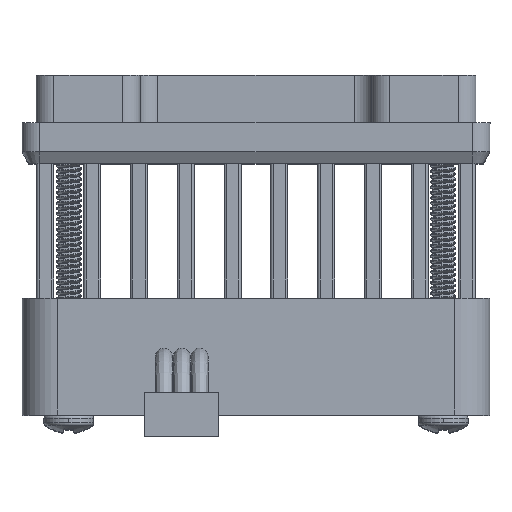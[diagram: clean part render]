
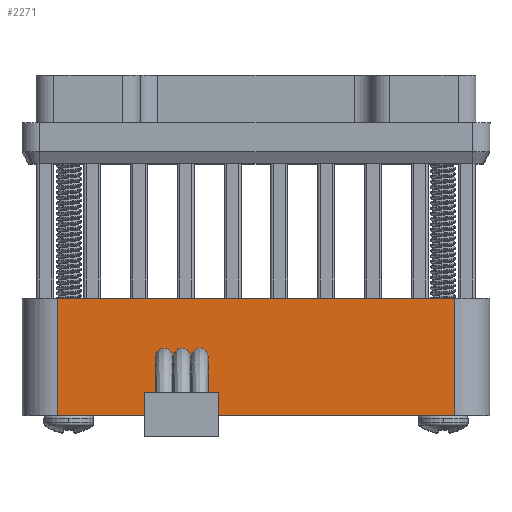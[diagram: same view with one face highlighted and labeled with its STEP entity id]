
A CAD part, top view. The second image highlights one B-rep face of the part: STEP entity #2271.
In plain terms, the highlighted planar face has unit normal (0, 0, 1).
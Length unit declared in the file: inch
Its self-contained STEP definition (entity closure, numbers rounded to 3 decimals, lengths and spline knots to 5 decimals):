
#100 = CARTESIAN_POINT ( 'NONE',  ( 0.66929, -0.98425, 0.7874 ) ) ;
#383 = ORIENTED_EDGE ( 'NONE', *, *, #16209, .F. ) ;
#442 = ORIENTED_EDGE ( 'NONE', *, *, #47740, .F. ) ;
#443 = CIRCLE ( 'NONE', #8151, 0.02875 ) ;
#1167 = EDGE_LOOP ( 'NONE', ( #39857, #43731 ) ) ;
#2271 = ADVANCED_FACE ( 'Defeatured_0_1', ( #21670, #28466, #55535, #44458 ), #35942, .F. ) ;
#2594 = CIRCLE ( 'NONE', #43777, 0.02875 ) ;
#3148 = VECTOR ( 'NONE', #59149, 39.37008 ) ;
#3596 = DIRECTION ( 'NONE',  ( 0., 0., -1. ) ) ;
#5445 = VECTOR ( 'NONE', #23252, 39.37008 ) ;
#8151 = AXIS2_PLACEMENT_3D ( 'NONE', #17452, #55307, #61210 ) ;
#8793 = ORIENTED_EDGE ( 'NONE', *, *, #9528, .T. ) ;
#9528 = EDGE_CURVE ( 'Defeatured_0_1+Defeatured_0_9+Defeatured_0_0+Defeatured_0_2', #49526, #64385, #46840, .T. ) ;
#9714 = CARTESIAN_POINT ( 'NONE',  ( -0.66929, -0.98425, 0.7874 ) ) ;
#10165 = VERTEX_POINT ( 'NONE', #100 ) ;
#10309 = CARTESIAN_POINT ( 'NONE',  ( -0.30991, -0.78812, 0.7874 ) ) ;
#11012 = CIRCLE ( 'NONE', #49545, 0.02875 ) ;
#12826 = CIRCLE ( 'NONE', #39072, 0.02875 ) ;
#13715 = LINE ( 'NONE', #54215, #33151 ) ;
#13863 = LINE ( 'NONE', #31578, #67973 ) ;
#16068 = CARTESIAN_POINT ( 'NONE',  ( -0.22116, -0.78812, 0.7874 ) ) ;
#16209 = EDGE_CURVE ( 'Defeatured_0_55+Defeatured_0_1+Defeatured_0_1+Defeatured_0_1', #36327, #32603, #12826, .T. ) ;
#17452 = CARTESIAN_POINT ( 'NONE',  ( -0.18991, -0.78812, 0.7874 ) ) ;
#17960 = CARTESIAN_POINT ( 'NONE',  ( 0.66929, -0.59055, 0.7874 ) ) ;
#18204 = CARTESIAN_POINT ( 'NONE',  ( -0.30991, -0.78812, 0.7874 ) ) ;
#19720 = DIRECTION ( 'NONE',  ( 0., 0., 1. ) ) ;
#19905 = CARTESIAN_POINT ( 'NONE',  ( 0.7874, -0.98425, 0.7874 ) ) ;
#21670 = FACE_OUTER_BOUND ( 'NONE', #40686, .T. ) ;
#22723 = DIRECTION ( 'NONE',  ( -1., 0., 0. ) ) ;
#22748 = CARTESIAN_POINT ( 'NONE',  ( -0.18991, -0.78812, 0.7874 ) ) ;
#23007 = CIRCLE ( 'NONE', #28007, 0.02875 ) ;
#23252 = DIRECTION ( 'NONE',  ( 0., -1., 0. ) ) ;
#26030 = VERTEX_POINT ( 'NONE', #16068 ) ;
#26198 = EDGE_CURVE ( 'Defeatured_0_55+Defeatured_0_1+Defeatured_0_1+Defeatured_0_1', #32603, #36327, #443, .T. ) ;
#27427 = AXIS2_PLACEMENT_3D ( 'NONE', #52082, #19720, #35991 ) ;
#28007 = AXIS2_PLACEMENT_3D ( 'NONE', #18204, #39896, #22723 ) ;
#28466 = FACE_BOUND ( 'NONE', #53163, .T. ) ;
#29921 = EDGE_CURVE ( 'Defeatured_0_49+Defeatured_0_1+Defeatured_0_1+Defeatured_0_1', #60320, #58195, #11012, .T. ) ;
#30783 = DIRECTION ( 'NONE',  ( 1., 0., 0. ) ) ;
#31578 = CARTESIAN_POINT ( 'NONE',  ( 0.7874, -0.59055, 0.7874 ) ) ;
#31730 = EDGE_CURVE ( 'Defeatured_0_52+Defeatured_0_1+Defeatured_0_1+Defeatured_0_1', #26030, #40007, #62275, .T. ) ;
#32148 = ORIENTED_EDGE ( 'NONE', *, *, #41348, .T. ) ;
#32603 = VERTEX_POINT ( 'NONE', #47710 ) ;
#33101 = DIRECTION ( 'NONE',  ( -1., 0., 0. ) ) ;
#33151 = VECTOR ( 'NONE', #53284, 39.37008 ) ;
#34365 = CARTESIAN_POINT ( 'NONE',  ( -0.28116, -0.78812, 0.7874 ) ) ;
#35782 = DIRECTION ( 'NONE',  ( -1., 0., 0. ) ) ;
#35942 = PLANE ( 'NONE',  #48687 ) ;
#35991 = DIRECTION ( 'NONE',  ( -1., 0., 0. ) ) ;
#36327 = VERTEX_POINT ( 'NONE', #54760 ) ;
#38701 = CARTESIAN_POINT ( 'NONE',  ( -0.66929, -0.59055, 0.7874 ) ) ;
#39072 = AXIS2_PLACEMENT_3D ( 'NONE', #22748, #66199, #33101 ) ;
#39857 = ORIENTED_EDGE ( 'NONE', *, *, #31730, .F. ) ;
#39896 = DIRECTION ( 'NONE',  ( 0., 0., 1. ) ) ;
#40007 = VERTEX_POINT ( 'NONE', #64711 ) ;
#40581 = EDGE_CURVE ( 'Defeatured_0_1+Defeatured_0_0+Defeatured_0_7+Defeatured_0_9', #46149, #49526, #13863, .T. ) ;
#40686 = EDGE_LOOP ( 'NONE', ( #59172, #32148, #67277, #8793 ) ) ;
#41158 = LINE ( 'NONE', #69292, #3148 ) ;
#41348 = EDGE_CURVE ( 'Defeatured_0_1+Defeatured_0_7+Defeatured_0_2+Defeatured_0_0', #10165, #46149, #13715, .T. ) ;
#42851 = DIRECTION ( 'NONE',  ( -1., 0., 0. ) ) ;
#43731 = ORIENTED_EDGE ( 'NONE', *, *, #63924, .F. ) ;
#43777 = AXIS2_PLACEMENT_3D ( 'NONE', #52105, #57330, #35782 ) ;
#44458 = FACE_BOUND ( 'NONE', #54545, .T. ) ;
#45133 = CARTESIAN_POINT ( 'NONE',  ( -0.66929, -0.98425, 0.7874 ) ) ;
#45973 = EDGE_CURVE ( 'Defeatured_0_2+Defeatured_0_1+Defeatured_0_7+Defeatured_0_9', #10165, #64385, #41158, .T. ) ;
#46149 = VERTEX_POINT ( 'NONE', #17960 ) ;
#46840 = LINE ( 'NONE', #45133, #5445 ) ;
#47627 = DIRECTION ( 'NONE',  ( -1., 0., 0. ) ) ;
#47710 = CARTESIAN_POINT ( 'NONE',  ( -0.21866, -0.78812, 0.7874 ) ) ;
#47740 = EDGE_CURVE ( 'Defeatured_0_49+Defeatured_0_1+Defeatured_0_1+Defeatured_0_1', #58195, #60320, #23007, .T. ) ;
#48687 = AXIS2_PLACEMENT_3D ( 'NONE', #19905, #3596, #30783 ) ;
#49526 = VERTEX_POINT ( 'NONE', #38701 ) ;
#49545 = AXIS2_PLACEMENT_3D ( 'NONE', #10309, #64189, #47627 ) ;
#52082 = CARTESIAN_POINT ( 'NONE',  ( -0.24991, -0.78812, 0.7874 ) ) ;
#52105 = CARTESIAN_POINT ( 'NONE',  ( -0.24991, -0.78812, 0.7874 ) ) ;
#53163 = EDGE_LOOP ( 'NONE', ( #62085, #442 ) ) ;
#53284 = DIRECTION ( 'NONE',  ( 0., 1., 0. ) ) ;
#54215 = CARTESIAN_POINT ( 'NONE',  ( 0.66929, -0.98425, 0.7874 ) ) ;
#54545 = EDGE_LOOP ( 'NONE', ( #383, #64575 ) ) ;
#54760 = CARTESIAN_POINT ( 'NONE',  ( -0.16116, -0.78812, 0.7874 ) ) ;
#55307 = DIRECTION ( 'NONE',  ( 0., 0., 1. ) ) ;
#55535 = FACE_BOUND ( 'NONE', #1167, .T. ) ;
#57330 = DIRECTION ( 'NONE',  ( 0., 0., 1. ) ) ;
#58195 = VERTEX_POINT ( 'NONE', #64018 ) ;
#59149 = DIRECTION ( 'NONE',  ( -1., 0., 0. ) ) ;
#59172 = ORIENTED_EDGE ( 'NONE', *, *, #45973, .F. ) ;
#60320 = VERTEX_POINT ( 'NONE', #34365 ) ;
#61210 = DIRECTION ( 'NONE',  ( -1., 0., 0. ) ) ;
#62085 = ORIENTED_EDGE ( 'NONE', *, *, #29921, .F. ) ;
#62275 = CIRCLE ( 'NONE', #27427, 0.02875 ) ;
#63924 = EDGE_CURVE ( 'Defeatured_0_52+Defeatured_0_1+Defeatured_0_1+Defeatured_0_1', #40007, #26030, #2594, .T. ) ;
#64018 = CARTESIAN_POINT ( 'NONE',  ( -0.33866, -0.78812, 0.7874 ) ) ;
#64189 = DIRECTION ( 'NONE',  ( 0., 0., 1. ) ) ;
#64385 = VERTEX_POINT ( 'NONE', #9714 ) ;
#64575 = ORIENTED_EDGE ( 'NONE', *, *, #26198, .F. ) ;
#64711 = CARTESIAN_POINT ( 'NONE',  ( -0.27866, -0.78812, 0.7874 ) ) ;
#66199 = DIRECTION ( 'NONE',  ( 0., 0., 1. ) ) ;
#67277 = ORIENTED_EDGE ( 'NONE', *, *, #40581, .T. ) ;
#67973 = VECTOR ( 'NONE', #42851, 39.37008 ) ;
#69292 = CARTESIAN_POINT ( 'NONE',  ( 0.7874, -0.98425, 0.7874 ) ) ;
